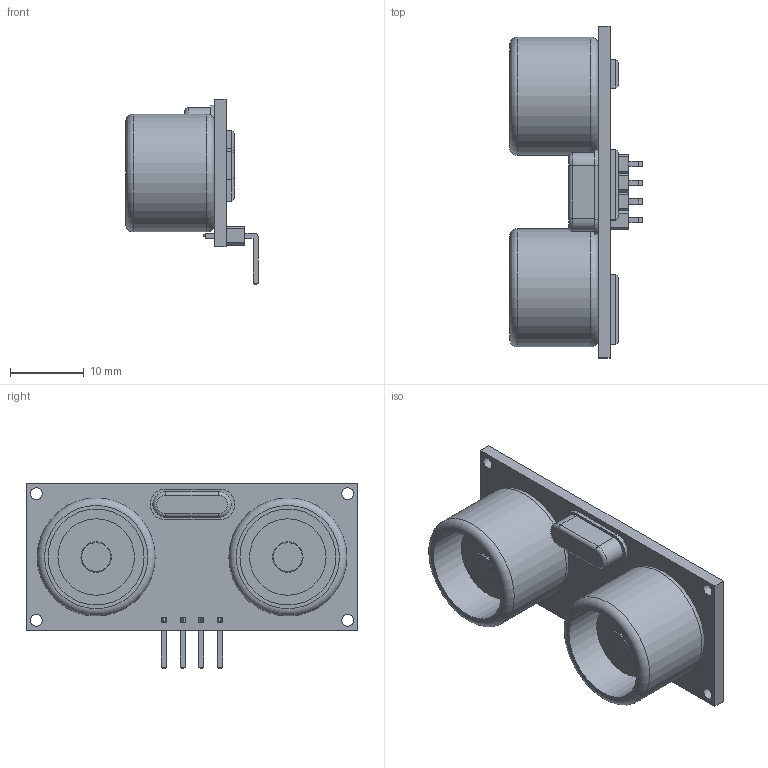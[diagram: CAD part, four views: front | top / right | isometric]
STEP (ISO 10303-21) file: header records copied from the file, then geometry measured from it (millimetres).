
FILE_DESCRIPTION(('FreeCAD Model'),'2;1');
FILE_NAME('Open CASCADE Shape Model','2022-08-13T12:20:27',( 'kicad StepUp'),('ksu MCAD'),'Open CASCADE STEP processor 7.5', 'FreeCAD','Unknown');
FILE_SCHEMA(('AUTOMOTIVE_DESIGN { 1 0 10303 214 1 1 1 1 }'));
Length unit declared in the file: millimetre
Products named in the file (5): HC-SR04; Body; Body001; IC_BODY; StepFiles
Assembly tree (4 placements, depth 2):
  HC-SR04
    Body
    Body001
    IC_BODY
    StepFiles
Bounding box: 17.95 x 45 x 25.15 mm (x, y, z)
Volume: 4448.5 mm3; surface area: 5922.8 mm2
Topology: 8 solids, 8 shells, 208 faces, 452 edges, 280 vertices
Faces by surface type: plane 172, cylinder 26, torus 6, cone 2, revolution 2
Full cylindrical faces by diameter (mm): 1.6 x4, 2.15 x2, 3.836 x2, 4.129 x2, 10.371 x2, 13 x2, 16 x2
Entity records: 6546 total; most frequent: CARTESIAN_POINT 965, DIRECTION 946, ORIENTED_EDGE 904, EDGE_CURVE 452, LINE 382, VECTOR 382, AXIS2_PLACEMENT_3D 281, VERTEX_POINT 280
